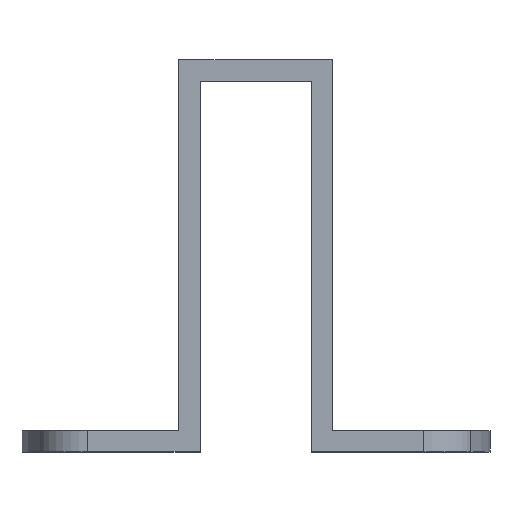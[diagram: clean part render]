
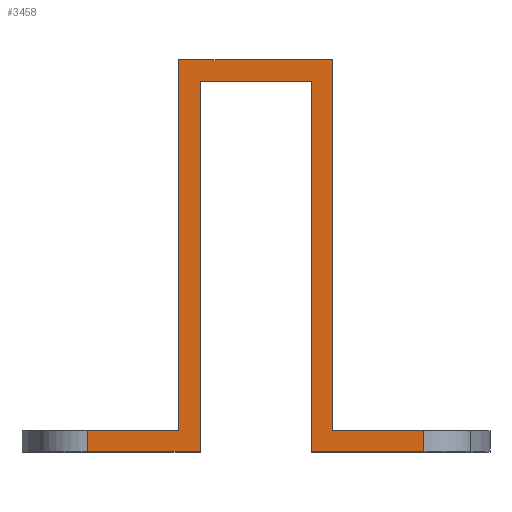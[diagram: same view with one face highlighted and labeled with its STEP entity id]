
A CAD part, top view. The second image highlights one B-rep face of the part: STEP entity #3458.
In plain terms, the highlighted planar face has unit normal (0, 0, 1).
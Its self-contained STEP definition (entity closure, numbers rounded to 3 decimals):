
#5 = VECTOR ( 'NONE', #903, 1000. ) ;
#46 = VECTOR ( 'NONE', #1059, 1000. ) ;
#161 = VECTOR ( 'NONE', #3817, 1000. ) ;
#182 = LINE ( 'NONE', #1370, #3350 ) ;
#217 = CARTESIAN_POINT ( 'NONE',  ( -6.5, 23., 14.5 ) ) ;
#243 = CARTESIAN_POINT ( 'NONE',  ( 19.748, 2.5, 14.5 ) ) ;
#265 = ORIENTED_EDGE ( 'NONE', *, *, #1037, .T. ) ;
#383 = VERTEX_POINT ( 'NONE', #2714 ) ;
#392 = CARTESIAN_POINT ( 'NONE',  ( -6.5, 43.5, 14.5 ) ) ;
#407 = LINE ( 'NONE', #1595, #962 ) ;
#413 = DIRECTION ( 'NONE',  ( -1., 0., 0. ) ) ;
#426 = LINE ( 'NONE', #1616, #1238 ) ;
#428 = ORIENTED_EDGE ( 'NONE', *, *, #2158, .T. ) ;
#434 = LINE ( 'NONE', #1627, #2369 ) ;
#462 = DIRECTION ( 'NONE',  ( 1., 0., 0. ) ) ;
#489 = ORIENTED_EDGE ( 'NONE', *, *, #1797, .T. ) ;
#649 = VERTEX_POINT ( 'NONE', #3574 ) ;
#675 = CARTESIAN_POINT ( 'NONE',  ( -19.748, 2.5, 14.5 ) ) ;
#717 = EDGE_CURVE ( 'NONE', #3499, #1429, #2400, .T. ) ;
#722 = LINE ( 'NONE', #1896, #2647 ) ;
#725 = VECTOR ( 'NONE', #830, 1000. ) ;
#786 = PLANE ( 'NONE',  #3786 ) ;
#792 = CARTESIAN_POINT ( 'NONE',  ( 0., 46., 14.5 ) ) ;
#830 = DIRECTION ( 'NONE',  ( 0., -1., 0. ) ) ;
#903 = DIRECTION ( 'NONE',  ( -1., 0., 0. ) ) ;
#962 = VECTOR ( 'NONE', #2788, 1000. ) ;
#1037 = EDGE_CURVE ( 'NONE', #1429, #1058, #2545, .T. ) ;
#1058 = VERTEX_POINT ( 'NONE', #2275 ) ;
#1059 = DIRECTION ( 'NONE',  ( 0., 1., 0. ) ) ;
#1112 = EDGE_CURVE ( 'NONE', #3812, #3746, #182, .T. ) ;
#1123 = CARTESIAN_POINT ( 'NONE',  ( -9., 2.5, 14.5 ) ) ;
#1132 = ORIENTED_EDGE ( 'NONE', *, *, #3845, .T. ) ;
#1238 = VECTOR ( 'NONE', #2807, 1000. ) ;
#1301 = VERTEX_POINT ( 'NONE', #1123 ) ;
#1370 = CARTESIAN_POINT ( 'NONE',  ( 0., 0., 14.5 ) ) ;
#1371 = CARTESIAN_POINT ( 'NONE',  ( 19.748, 0., 14.5 ) ) ;
#1414 = DIRECTION ( 'NONE',  ( 0., 1., 0. ) ) ;
#1420 = LINE ( 'NONE', #2611, #161 ) ;
#1429 = VERTEX_POINT ( 'NONE', #2646 ) ;
#1595 = CARTESIAN_POINT ( 'NONE',  ( 0., 0., 14.5 ) ) ;
#1616 = CARTESIAN_POINT ( 'NONE',  ( 0., 43.5, 14.5 ) ) ;
#1627 = CARTESIAN_POINT ( 'NONE',  ( 19.748, 23., 14.5 ) ) ;
#1707 = VECTOR ( 'NONE', #1974, 1000. ) ;
#1797 = EDGE_CURVE ( 'NONE', #3573, #3812, #1420, .T. ) ;
#1872 = VERTEX_POINT ( 'NONE', #2170 ) ;
#1896 = CARTESIAN_POINT ( 'NONE',  ( 6.5, 21.75, 14.5 ) ) ;
#1908 = LINE ( 'NONE', #3063, #2987 ) ;
#1966 = CARTESIAN_POINT ( 'NONE',  ( -19.748, 0., 14.5 ) ) ;
#1974 = DIRECTION ( 'NONE',  ( -1., 0., 0. ) ) ;
#2002 = ORIENTED_EDGE ( 'NONE', *, *, #3480, .T. ) ;
#2118 = VECTOR ( 'NONE', #1414, 1000. ) ;
#2158 = EDGE_CURVE ( 'NONE', #3746, #2298, #2869, .T. ) ;
#2170 = CARTESIAN_POINT ( 'NONE',  ( -9., 46., 14.5 ) ) ;
#2275 = CARTESIAN_POINT ( 'NONE',  ( 9., 46., 14.5 ) ) ;
#2298 = VERTEX_POINT ( 'NONE', #392 ) ;
#2318 = ORIENTED_EDGE ( 'NONE', *, *, #3041, .T. ) ;
#2328 = LINE ( 'NONE', #3472, #725 ) ;
#2369 = VECTOR ( 'NONE', #2821, 1000. ) ;
#2400 = LINE ( 'NONE', #3566, #5 ) ;
#2545 = LINE ( 'NONE', #3742, #46 ) ;
#2563 = DIRECTION ( 'NONE',  ( 1., 0., 0. ) ) ;
#2611 = CARTESIAN_POINT ( 'NONE',  ( -19.748, 23., 14.5 ) ) ;
#2646 = CARTESIAN_POINT ( 'NONE',  ( 9., 2.5, 14.5 ) ) ;
#2647 = VECTOR ( 'NONE', #3051, 1000. ) ;
#2690 = CARTESIAN_POINT ( 'NONE',  ( -19.748, 0., 14.5 ) ) ;
#2714 = CARTESIAN_POINT ( 'NONE',  ( 6.5, 0., 14.5 ) ) ;
#2788 = DIRECTION ( 'NONE',  ( 1., 0., 0. ) ) ;
#2807 = DIRECTION ( 'NONE',  ( 1., 0., 0. ) ) ;
#2809 = ORIENTED_EDGE ( 'NONE', *, *, #2819, .T. ) ;
#2819 = EDGE_CURVE ( 'NONE', #2298, #649, #426, .T. ) ;
#2821 = DIRECTION ( 'NONE',  ( 0., 1., 0. ) ) ;
#2869 = LINE ( 'NONE', #217, #2118 ) ;
#2920 = ORIENTED_EDGE ( 'NONE', *, *, #717, .T. ) ;
#2963 = VERTEX_POINT ( 'NONE', #1371 ) ;
#2987 = VECTOR ( 'NONE', #413, 1000. ) ;
#3041 = EDGE_CURVE ( 'NONE', #1058, #1872, #3424, .T. ) ;
#3051 = DIRECTION ( 'NONE',  ( 0., 1., 0. ) ) ;
#3063 = CARTESIAN_POINT ( 'NONE',  ( 0., 2.5, 14.5 ) ) ;
#3072 = EDGE_LOOP ( 'NONE', ( #2318, #2002, #1132, #489, #3421, #428, #2809, #3851, #3530, #3201, #2920, #265 ) ) ;
#3115 = DIRECTION ( 'NONE',  ( 0., 0., 1. ) ) ;
#3152 = CARTESIAN_POINT ( 'NONE',  ( -6.5, 0., 14.5 ) ) ;
#3201 = ORIENTED_EDGE ( 'NONE', *, *, #3669, .T. ) ;
#3350 = VECTOR ( 'NONE', #2563, 1000. ) ;
#3408 = EDGE_CURVE ( 'NONE', #383, #649, #722, .T. ) ;
#3412 = EDGE_CURVE ( 'NONE', #383, #2963, #407, .T. ) ;
#3415 = FACE_OUTER_BOUND ( 'NONE', #3072, .T. ) ;
#3421 = ORIENTED_EDGE ( 'NONE', *, *, #1112, .T. ) ;
#3424 = LINE ( 'NONE', #792, #1707 ) ;
#3458 = ADVANCED_FACE ( 'NONE', ( #3415 ), #786, .T. ) ;
#3472 = CARTESIAN_POINT ( 'NONE',  ( -9., 23., 14.5 ) ) ;
#3480 = EDGE_CURVE ( 'NONE', #1872, #1301, #2328, .T. ) ;
#3499 = VERTEX_POINT ( 'NONE', #243 ) ;
#3530 = ORIENTED_EDGE ( 'NONE', *, *, #3412, .T. ) ;
#3566 = CARTESIAN_POINT ( 'NONE',  ( 0., 2.5, 14.5 ) ) ;
#3573 = VERTEX_POINT ( 'NONE', #675 ) ;
#3574 = CARTESIAN_POINT ( 'NONE',  ( 6.5, 43.5, 14.5 ) ) ;
#3669 = EDGE_CURVE ( 'NONE', #2963, #3499, #434, .T. ) ;
#3742 = CARTESIAN_POINT ( 'NONE',  ( 9., 24.25, 14.5 ) ) ;
#3746 = VERTEX_POINT ( 'NONE', #3152 ) ;
#3786 = AXIS2_PLACEMENT_3D ( 'NONE', #1966, #3115, #462 ) ;
#3812 = VERTEX_POINT ( 'NONE', #2690 ) ;
#3817 = DIRECTION ( 'NONE',  ( 0., -1., 0. ) ) ;
#3845 = EDGE_CURVE ( 'NONE', #1301, #3573, #1908, .T. ) ;
#3851 = ORIENTED_EDGE ( 'NONE', *, *, #3408, .F. ) ;
